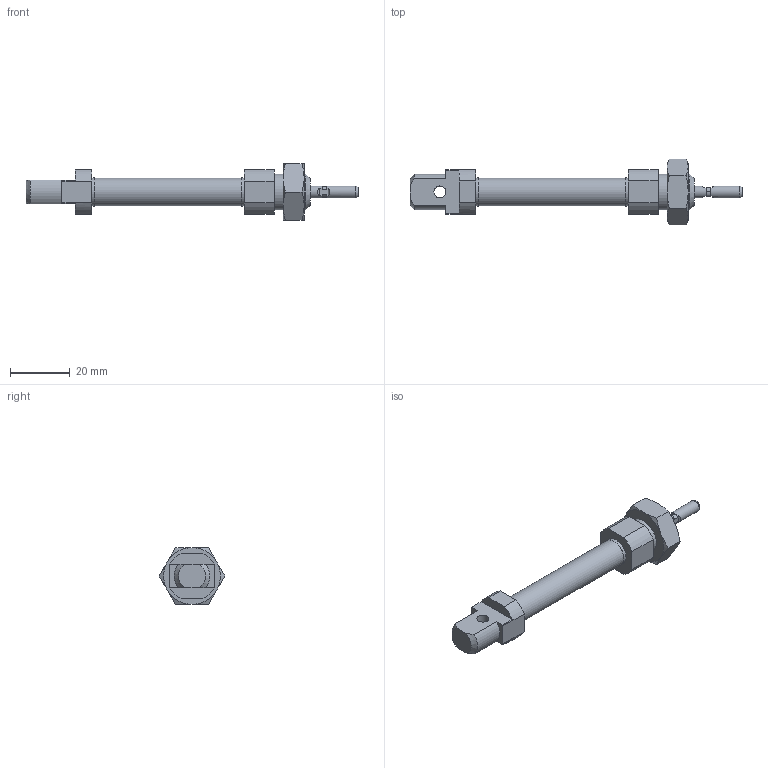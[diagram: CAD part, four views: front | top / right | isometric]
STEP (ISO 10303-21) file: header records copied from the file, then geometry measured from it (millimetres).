
FILE_DESCRIPTION(/* description */ ('Alibre Inc.'),/* implementation_level */ '2;1');
FILE_NAME(/* name */ 'export-051295C4-4C75-4D7F-A0BF-0000B5E3632C',/* time_stamp */ '2021-04-17T12:29:31+02:00',/* author */ (''),/* organization */ (''),/* preprocessor_version */ 'ST-DEVELOPER v17',/* originating_system */ 'Alibre',/* authorisation */ '');
FILE_SCHEMA (('AUTOMOTIVE_DESIGN'));
Length unit declared in the file: millimetre
Products named in the file (6): _ISO_6432_DI8-112-25-HL-0--1; _ISO_6432_DI8-112-25-BRN/A; _ISO_6432_DI8-112-25-HR-0--1; _ISO_6432_DI8-11225-R; _0950080010-8; 1120080025XP/25-0-0-0-0-0-
Bounding box: 111 x 21.94 x 19 mm (x, y, z)
Volume: 10028.1 mm3; surface area: 8573.7 mm2
Topology: 5 solids, 5 shells, 94 faces, 216 edges, 140 vertices
Faces by surface type: plane 48, cylinder 28, cone 18
Full cylindrical faces by diameter (mm): 4 x4, 4.134 x2, 8 x4, 9.27 x1, 9.4 x2, 10.647 x1, 12 x1
Entity records: 2882 total; most frequent: CARTESIAN_POINT 512, ORIENTED_EDGE 432, DIRECTION 430, EDGE_CURVE 216, AXIS2_PLACEMENT_3D 190, VERTEX_POINT 140, EDGE_LOOP 110, FACE_BOUND 110
